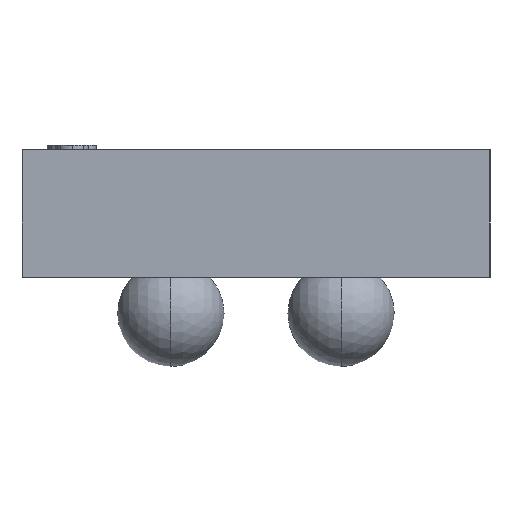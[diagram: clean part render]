
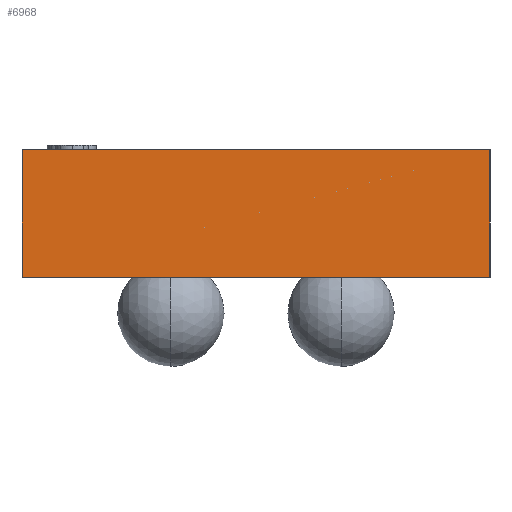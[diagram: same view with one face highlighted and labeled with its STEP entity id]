
A CAD part, left-side view. The second image highlights one B-rep face of the part: STEP entity #6968.
In plain terms, the highlighted planar face has unit normal (-1, 0, 0).
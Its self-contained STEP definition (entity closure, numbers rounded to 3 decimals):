
#555 = EDGE_CURVE ( 'NONE', #5062, #7776, #5570, .T. ) ;
#715 = ORIENTED_EDGE ( 'NONE', *, *, #3828, .T. ) ;
#1469 = VECTOR ( 'NONE', #5251, 1000. ) ;
#1508 = DIRECTION ( 'NONE',  ( 0., 0., -1. ) ) ;
#1533 = VECTOR ( 'NONE', #1589, 1000. ) ;
#1589 = DIRECTION ( 'NONE',  ( 0., -1., 0. ) ) ;
#1714 = PLANE ( 'NONE',  #1748 ) ;
#1748 = AXIS2_PLACEMENT_3D ( 'NONE', #8495, #2522, #5132 ) ;
#2298 = LINE ( 'NONE', #5106, #1469 ) ;
#2522 = DIRECTION ( 'NONE',  ( 1., 0., 0. ) ) ;
#2577 = VECTOR ( 'NONE', #7590, 1000. ) ;
#2803 = ORIENTED_EDGE ( 'NONE', *, *, #8127, .F. ) ;
#2911 = CARTESIAN_POINT ( 'NONE',  ( -0.7, 0.55, 0. ) ) ;
#3087 = LINE ( 'NONE', #5966, #1533 ) ;
#3690 = VERTEX_POINT ( 'NONE', #4439 ) ;
#3828 = EDGE_CURVE ( 'NONE', #7776, #3690, #2298, .T. ) ;
#4439 = CARTESIAN_POINT ( 'NONE',  ( -0.7, -0.55, 0. ) ) ;
#4751 = CARTESIAN_POINT ( 'NONE',  ( -0.7, 0.55, 0.3 ) ) ;
#4871 = CARTESIAN_POINT ( 'NONE',  ( -0.7, 0.55, 0.3 ) ) ;
#5062 = VERTEX_POINT ( 'NONE', #4871 ) ;
#5106 = CARTESIAN_POINT ( 'NONE',  ( -0.7, -0.55, 0. ) ) ;
#5132 = DIRECTION ( 'NONE',  ( 0., 0., -1. ) ) ;
#5251 = DIRECTION ( 'NONE',  ( 0., -1., 0. ) ) ;
#5294 = ORIENTED_EDGE ( 'NONE', *, *, #555, .T. ) ;
#5570 = LINE ( 'NONE', #4751, #2577 ) ;
#5826 = FACE_OUTER_BOUND ( 'NONE', #5951, .T. ) ;
#5951 = EDGE_LOOP ( 'NONE', ( #715, #7281, #2803, #5294 ) ) ;
#5966 = CARTESIAN_POINT ( 'NONE',  ( -0.7, -0.55, 0.3 ) ) ;
#6551 = VECTOR ( 'NONE', #1508, 1000. ) ;
#6784 = EDGE_CURVE ( 'NONE', #8166, #3690, #8314, .T. ) ;
#6968 = ADVANCED_FACE ( 'NONE', ( #5826 ), #1714, .F. ) ;
#7281 = ORIENTED_EDGE ( 'NONE', *, *, #6784, .F. ) ;
#7428 = CARTESIAN_POINT ( 'NONE',  ( -0.7, -0.55, 0.3 ) ) ;
#7590 = DIRECTION ( 'NONE',  ( 0., 0., -1. ) ) ;
#7598 = CARTESIAN_POINT ( 'NONE',  ( -0.7, -0.55, 0.3 ) ) ;
#7776 = VERTEX_POINT ( 'NONE', #2911 ) ;
#8127 = EDGE_CURVE ( 'NONE', #5062, #8166, #3087, .T. ) ;
#8166 = VERTEX_POINT ( 'NONE', #7598 ) ;
#8314 = LINE ( 'NONE', #7428, #6551 ) ;
#8495 = CARTESIAN_POINT ( 'NONE',  ( -0.7, -0.55, 0.3 ) ) ;
